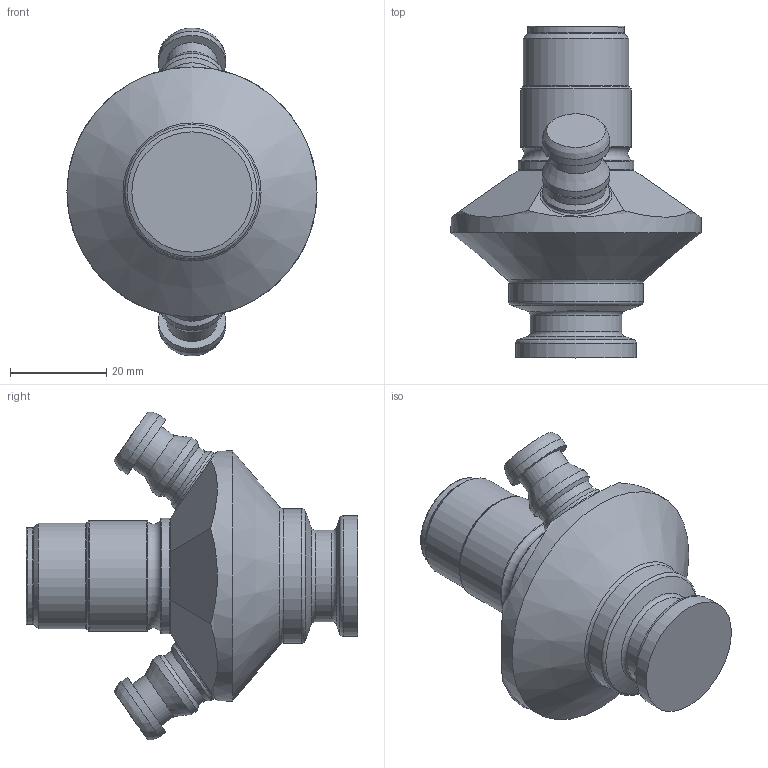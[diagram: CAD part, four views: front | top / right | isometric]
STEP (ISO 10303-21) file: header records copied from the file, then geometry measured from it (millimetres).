
FILE_DESCRIPTION(/* description */ (''),/* implementation_level */ '2;1');
FILE_NAME(/* name */ '850036.stp',/* time_stamp */ '2023-11-07T08:26:16+01:00',/* author */ ('mbs'),/* organization */ (''),/* preprocessor_version */ 'ST-DEVELOPER v18.1',/* originating_system */ 'Autodesk Inventor 2022',/* authorisation */ '');
FILE_SCHEMA (('AUTOMOTIVE_DESIGN { 1 0 10303 214 3 1 1 }'));
Length unit declared in the file: millimetre
Products named in the file (1): 850036
Bounding box: 52 x 69 x 68.18 mm (x, y, z)
Volume: 55316.3 mm3; surface area: 10612 mm2
Topology: 1 solids, 1 shells, 61 faces, 131 edges, 77 vertices
Faces by surface type: cylinder 18, plane 15, torus 15, cone 11, bspline 2
Full cylindrical faces by diameter (mm): 10.5 x2, 12.5 x2, 14 x6, 19 x1, 20 x1, 22 x1, 23 x1, 24 x1, 25 x1, 28 x1, 52 x1
Entity records: 1829 total; most frequent: DIRECTION 337, CARTESIAN_POINT 322, ORIENTED_EDGE 262, AXIS2_PLACEMENT_3D 146, EDGE_CURVE 131, CIRCLE 77, VERTEX_POINT 77, EDGE_LOOP 66
